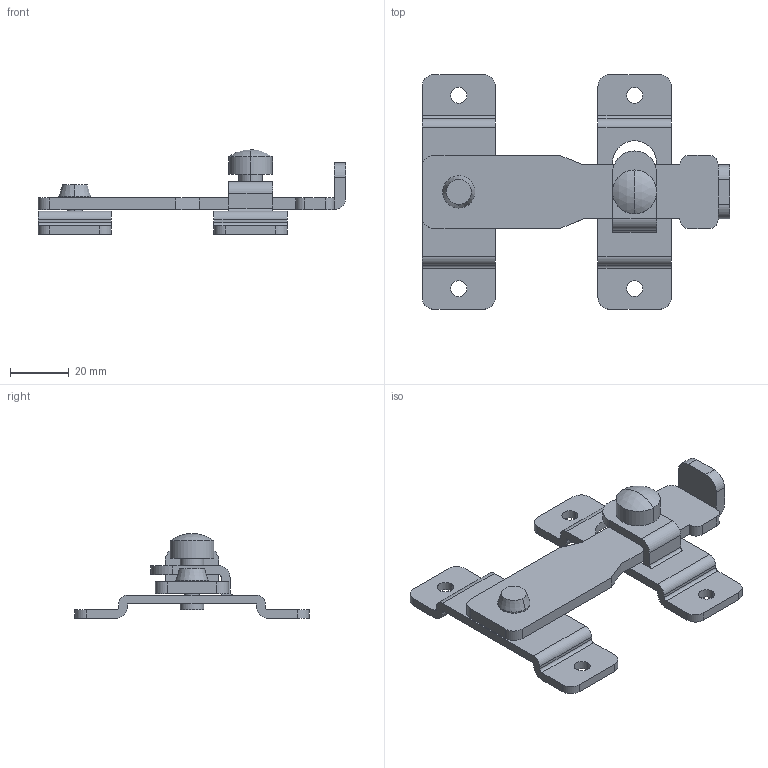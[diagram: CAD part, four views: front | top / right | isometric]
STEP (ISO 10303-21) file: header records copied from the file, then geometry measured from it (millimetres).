
FILE_DESCRIPTION (( 'STEP AP203' ), '1' );
FILE_NAME ('C-1249-2.STEP', '2009-11-12T08:12:32', ( ' ' ), ( ' ' ), 'SwSTEP 2.0', 'SolidWorks 2007', '' );
FILE_SCHEMA (( 'CONFIG_CONTROL_DESIGN' ));
Length unit declared in the file: millimetre
Products named in the file (6): C-1249-2受けつまみ__ﾃﾞﾌｫﾙﾄ; C-1249-2; C-1249-2杮懱__棉太倌; C-1249-2僼僢僋__棉太倌; C-1249-2僔儍僼僩__棉太倌; C-1249-2庴偗__棉太倌
Assembly tree (5 placements, depth 2):
  C-1249-2
    C-1249-2僔儍僼僩__棉太倌
    C-1249-2僼僢僋__棉太倌
    C-1249-2受けつまみ__ﾃﾞﾌｫﾙﾄ
    C-1249-2杮懱__棉太倌
    C-1249-2庴偗__棉太倌
Bounding box: 105 x 80 x 29 mm (x, y, z)
Volume: 24943 mm3; surface area: 18034.6 mm2
Topology: 5 solids, 5 shells, 126 faces, 330 edges, 217 vertices
Faces by surface type: plane 62, cylinder 60, cone 2, sphere 2
Entity records: 4572 total; most frequent: DIRECTION 724, CARTESIAN_POINT 681, ORIENTED_EDGE 660, EDGE_CURVE 330, AXIS2_PLACEMENT_3D 260, VERTEX_POINT 217, VECTOR 204, LINE 204
